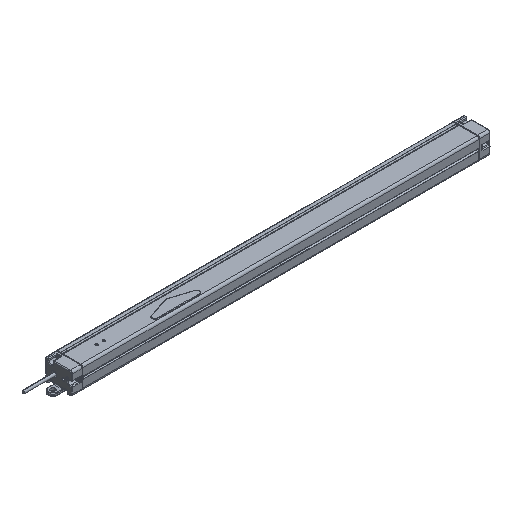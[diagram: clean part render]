
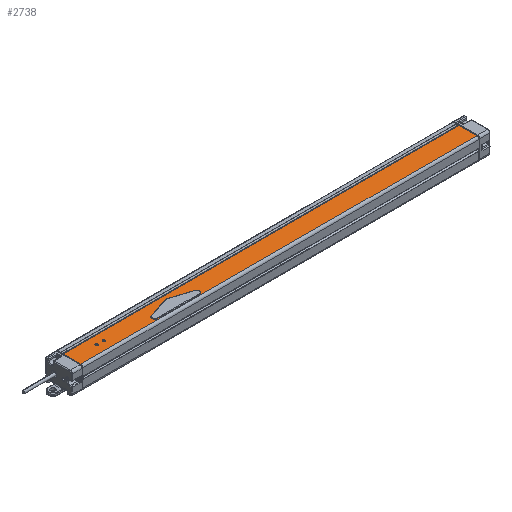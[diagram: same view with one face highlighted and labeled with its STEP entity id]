
A CAD part, isometric view. The second image highlights one B-rep face of the part: STEP entity #2738.
In plain terms, the highlighted planar face has unit normal (0, 0, 1).
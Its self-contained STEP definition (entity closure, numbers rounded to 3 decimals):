
#546=DIRECTION('',(0.,1.,0.));
#547=VECTOR('',#546,25.124);
#548=CARTESIAN_POINT('',(280.25,-13.7,15.5));
#549=LINE('',#548,#547);
#908=DIRECTION('',(1.,0.,0.));
#909=VECTOR('',#908,560.5);
#910=CARTESIAN_POINT('',(-280.25,-13.7,15.5));
#911=LINE('',#910,#909);
#924=DIRECTION('',(-1.,0.,0.));
#925=VECTOR('',#924,560.5);
#926=CARTESIAN_POINT('',(280.25,11.424,15.5));
#927=LINE('',#926,#925);
#928=DIRECTION('',(0.,1.,0.));
#929=VECTOR('',#928,25.124);
#930=CARTESIAN_POINT('',(-280.25,-13.7,15.5));
#931=LINE('',#930,#929);
#932=CARTESIAN_POINT('',(-110.7,-8.,15.5));
#933=DIRECTION('',(0.,0.,1.));
#934=DIRECTION('',(0.,-1.,0.));
#935=AXIS2_PLACEMENT_3D('',#932,#933,#934);
#937=DIRECTION('',(-0.953,0.303,0.));
#938=VECTOR('',#937,31.009);
#939=CARTESIAN_POINT('',(-109.427,-3.998,15.5));
#940=LINE('',#939,#938);
#941=CARTESIAN_POINT('',(-140.25,1.4,15.5));
#942=DIRECTION('',(0.,0.,1.));
#943=DIRECTION('',(0.303,0.953,0.));
#944=AXIS2_PLACEMENT_3D('',#941,#942,#943);
#946=DIRECTION('',(-0.953,-0.303,0.));
#947=VECTOR('',#946,31.009);
#948=CARTESIAN_POINT('',(-141.523,5.402,15.5));
#949=LINE('',#948,#947);
#950=CARTESIAN_POINT('',(-169.8,-8.,15.5));
#951=DIRECTION('',(0.,0.,1.));
#952=DIRECTION('',(-0.303,0.953,0.));
#953=AXIS2_PLACEMENT_3D('',#950,#951,#952);
#955=DIRECTION('',(1.,0.,0.));
#956=VECTOR('',#955,59.1);
#957=CARTESIAN_POINT('',(-169.8,-12.2,15.5));
#958=LINE('',#957,#956);
#959=CARTESIAN_POINT('',(-245.25,-1.,15.5));
#960=DIRECTION('',(0.,0.,1.));
#961=DIRECTION('',(1.,0.,0.));
#962=AXIS2_PLACEMENT_3D('',#959,#960,#961);
#964=CARTESIAN_POINT('',(-245.25,-1.,15.5));
#965=DIRECTION('',(0.,0.,1.));
#966=DIRECTION('',(-1.,0.,0.));
#967=AXIS2_PLACEMENT_3D('',#964,#965,#966);
#969=CARTESIAN_POINT('',(-235.25,-1.,15.5));
#970=DIRECTION('',(0.,0.,1.));
#971=DIRECTION('',(1.,0.,0.));
#972=AXIS2_PLACEMENT_3D('',#969,#970,#971);
#974=CARTESIAN_POINT('',(-235.25,-1.,15.5));
#975=DIRECTION('',(0.,0.,1.));
#976=DIRECTION('',(-1.,0.,0.));
#977=AXIS2_PLACEMENT_3D('',#974,#975,#976);
#1264=CARTESIAN_POINT('',(-280.25,-13.7,15.5));
#1266=VERTEX_POINT('',#1264);
#1280=CARTESIAN_POINT('',(280.25,-13.7,15.5));
#1282=VERTEX_POINT('',#1280);
#1376=CARTESIAN_POINT('',(-280.25,11.424,15.5));
#1378=VERTEX_POINT('',#1376);
#1382=CARTESIAN_POINT('',(280.25,11.424,15.5));
#1383=VERTEX_POINT('',#1382);
#1564=CARTESIAN_POINT('',(-110.7,-12.2,15.5));
#1565=CARTESIAN_POINT('',(-109.427,-3.998,15.5));
#1566=VERTEX_POINT('',#1564);
#1567=VERTEX_POINT('',#1565);
#1568=CARTESIAN_POINT('',(-138.977,5.402,15.5));
#1569=VERTEX_POINT('',#1568);
#1570=CARTESIAN_POINT('',(-141.523,5.402,15.5));
#1571=VERTEX_POINT('',#1570);
#1572=CARTESIAN_POINT('',(-171.073,-3.998,15.5));
#1573=VERTEX_POINT('',#1572);
#1574=CARTESIAN_POINT('',(-169.8,-12.2,15.5));
#1575=VERTEX_POINT('',#1574);
#1576=CARTESIAN_POINT('',(-243.79,-1.,15.5));
#1577=CARTESIAN_POINT('',(-246.71,-1.,15.5));
#1578=VERTEX_POINT('',#1576);
#1579=VERTEX_POINT('',#1577);
#1580=CARTESIAN_POINT('',(-233.79,-1.,15.5));
#1581=CARTESIAN_POINT('',(-236.71,-1.,15.5));
#1582=VERTEX_POINT('',#1580);
#1583=VERTEX_POINT('',#1581);
#2700=CARTESIAN_POINT('',(-280.25,16.7,15.5));
#2701=DIRECTION('',(0.,0.,1.));
#2702=DIRECTION('',(0.,-1.,0.));
#2703=AXIS2_PLACEMENT_3D('',#2700,#2701,#2702);
#2704=PLANE('',#2703);
#2706=ORIENTED_EDGE('',*,*,#2705,.F.);
#2707=ORIENTED_EDGE('',*,*,#1980,.F.);
#2708=ORIENTED_EDGE('',*,*,#2679,.F.);
#2709=ORIENTED_EDGE('',*,*,#1667,.T.);
#2710=EDGE_LOOP('',(#2706,#2707,#2708,#2709));
#2711=FACE_OUTER_BOUND('',#2710,.F.);
#2713=ORIENTED_EDGE('',*,*,#2712,.T.);
#2715=ORIENTED_EDGE('',*,*,#2714,.T.);
#2717=ORIENTED_EDGE('',*,*,#2716,.T.);
#2719=ORIENTED_EDGE('',*,*,#2718,.T.);
#2721=ORIENTED_EDGE('',*,*,#2720,.T.);
#2723=ORIENTED_EDGE('',*,*,#2722,.T.);
#2724=EDGE_LOOP('',(#2713,#2715,#2717,#2719,#2721,#2723));
#2725=FACE_BOUND('',#2724,.F.);
#2727=ORIENTED_EDGE('',*,*,#2726,.T.);
#2729=ORIENTED_EDGE('',*,*,#2728,.T.);
#2730=EDGE_LOOP('',(#2727,#2729));
#2731=FACE_BOUND('',#2730,.F.);
#2733=ORIENTED_EDGE('',*,*,#2732,.T.);
#2735=ORIENTED_EDGE('',*,*,#2734,.T.);
#2736=EDGE_LOOP('',(#2733,#2735));
#2737=FACE_BOUND('',#2736,.F.);
#936=CIRCLE('',#935,4.2);
#945=CIRCLE('',#944,4.2);
#954=CIRCLE('',#953,4.2);
#963=CIRCLE('',#962,1.46);
#968=CIRCLE('',#967,1.46);
#973=CIRCLE('',#972,1.46);
#978=CIRCLE('',#977,1.46);
#1667=EDGE_CURVE('',#1266,#1378,#931,.T.);
#1980=EDGE_CURVE('',#1282,#1383,#549,.T.);
#2679=EDGE_CURVE('',#1266,#1282,#911,.T.);
#2705=EDGE_CURVE('',#1383,#1378,#927,.T.);
#2712=EDGE_CURVE('',#1566,#1567,#936,.T.);
#2714=EDGE_CURVE('',#1567,#1569,#940,.T.);
#2716=EDGE_CURVE('',#1569,#1571,#945,.T.);
#2718=EDGE_CURVE('',#1571,#1573,#949,.T.);
#2720=EDGE_CURVE('',#1573,#1575,#954,.T.);
#2722=EDGE_CURVE('',#1575,#1566,#958,.T.);
#2726=EDGE_CURVE('',#1578,#1579,#963,.T.);
#2728=EDGE_CURVE('',#1579,#1578,#968,.T.);
#2732=EDGE_CURVE('',#1582,#1583,#973,.T.);
#2734=EDGE_CURVE('',#1583,#1582,#978,.T.);
#2738=ADVANCED_FACE('',(#2711,#2725,#2731,#2737),#2704,.T.);
